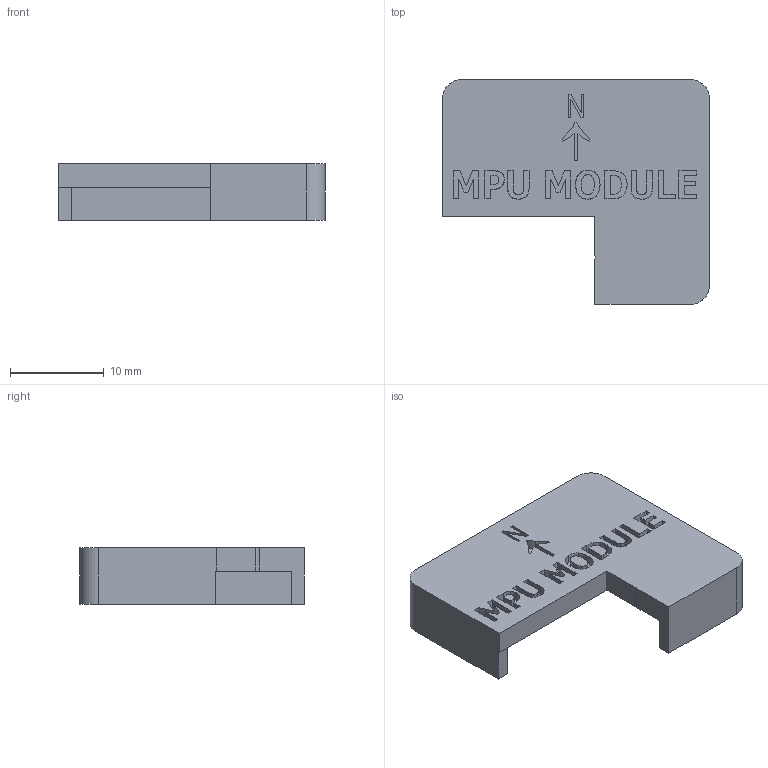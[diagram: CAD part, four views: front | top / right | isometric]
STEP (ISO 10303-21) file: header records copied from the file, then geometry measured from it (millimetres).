
FILE_DESCRIPTION(('STEP AP242'), '1');
FILE_NAME('Component2', '', ('UNSPECIFIED'), ('UNSPECIFIED'), 'C3D Converter', 'C3D Toolkit', '');
FILE_SCHEMA(('AP242_MANAGED_MODEL_BASED_3D_ENGINEERING_MIM_LF { 1 0 10303 442 1 1 4 }'));
Length unit declared in the file: millimetre
Bounding box: 28.5 x 24 x 6.05 mm (x, y, z)
Volume: 1647.1 mm3; surface area: 2012.6 mm2
Topology: 1 solids, 1 shells, 174 faces, 474 edges, 316 vertices
Faces by surface type: plane 115, extrusion 48, bspline 7, cylinder 4
Entity records: 7211 total; most frequent: CARTESIAN_POINT 1613, ORIENTED_EDGE 948, DIRECTION 657, EDGE_CURVE 474, VECTOR 401, LINE 353, VERTEX_POINT 316, FACE_BOUND 188
